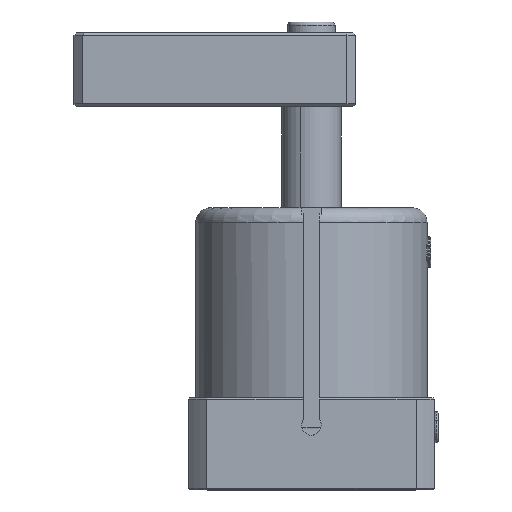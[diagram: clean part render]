
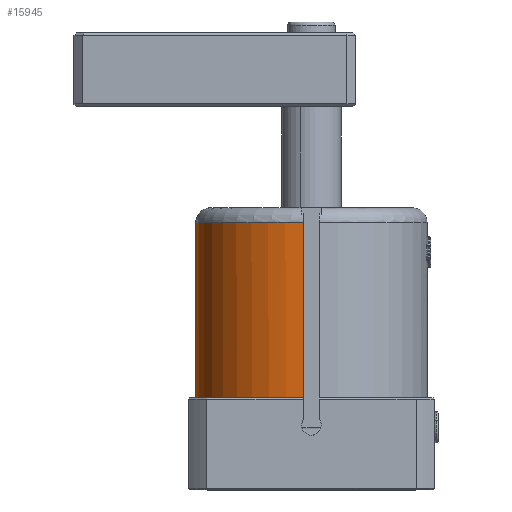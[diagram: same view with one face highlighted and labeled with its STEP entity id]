
A CAD part, top view. The second image highlights one B-rep face of the part: STEP entity #15945.
In plain terms, the highlighted cylindrical face has radius 39 mm (diameter 78 mm), a partial arc.
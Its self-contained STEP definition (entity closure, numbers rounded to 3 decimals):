
#28 = CARTESIAN_POINT ( 'NONE',  ( -13876.352, 2078.242, 4.85 ) ) ;
#586 = FACE_OUTER_BOUND ( 'NONE', #30582, .T. ) ;
#2133 = LINE ( 'NONE', #15812, #29451 ) ;
#2187 = CARTESIAN_POINT ( 'NONE',  ( -13846.521, 2078.242, 37.964 ) ) ;
#2296 = CARTESIAN_POINT ( 'NONE',  ( -13854.404, 2078.242, 35.211 ) ) ;
#2414 = CARTESIAN_POINT ( 'NONE',  ( -13869.203, 2078.242, 22.845 ) ) ;
#2523 = CARTESIAN_POINT ( 'NONE',  ( -13873.27, 2078.242, 15.75 ) ) ;
#4436 = DIRECTION ( 'NONE',  ( 0., 0., 1. ) ) ;
#4697 = CIRCLE ( 'NONE', #6547, 39. ) ;
#4705 = ORIENTED_EDGE ( 'NONE', *, *, #16059, .T. ) ;
#4815 = CARTESIAN_POINT ( 'NONE',  ( -13846.688, 2078.242, 37.924 ) ) ;
#4924 = CARTESIAN_POINT ( 'NONE',  ( -13857.809, 2078.242, 33.36 ) ) ;
#5027 = CARTESIAN_POINT ( 'NONE',  ( -13869.641, 2078.242, 22.223 ) ) ;
#5029 = B_SPLINE_CURVE_WITH_KNOTS ( 'NONE', 3,
 ( #27002, #6488, #30664, #15138, #33306, #17723, #2187, #20330, #4815, #22944, #7414, #25530, #10002, #28165, #12628, #30777, #15247, #33425, #17831, #2296, #20432, #4924, #23058, #7518, #25635, #10119, #28280, #12740, #30885, #15358, #33533, #17937, #2414, #20545, #5027, #23161, #7630, #25748, #10228, #28392, #12852, #30996, #15464, #33644, #18054, #2523, #20658, #5139, #23277, #7744, #25862, #10332, #28501, #12963, #31112, #15568, #28, #18169 ),
 .UNSPECIFIED., .F., .F.,
 ( 4, 1, 1, 1, 1, 1, 2, 2, 1, 1, 1, 1, 1, 2, 2, 1, 1, 1, 1, 2, 2, 2, 1, 1, 1, 1, 2, 2, 1, 1, 1, 1, 1, 2, 2, 1, 1, 1, 1, 1, 2, 2, 4 ),
 ( 0., 0.062, 0.094, 0.109, 0.117, 0.121, 0.123, 0.125, 0.187, 0.219, 0.234, 0.242, 0.246, 0.248, 0.25, 0.312, 0.344, 0.359, 0.367, 0.371, 0.375, 0.5, 0.562, 0.594, 0.609, 0.617, 0.621, 0.625, 0.687, 0.719, 0.734, 0.742, 0.746, 0.748, 0.75, 0.813, 0.844, 0.859, 0.867, 0.871, 0.873, 0.875, 1. ),
 .UNSPECIFIED. ) ;
#5139 = CARTESIAN_POINT ( 'NONE',  ( -13874.378, 2078.242, 13.044 ) ) ;
#5820 = VERTEX_POINT ( 'NONE', #27264 ) ;
#5846 = EDGE_CURVE ( 'NONE', #23363, #9749, #4697, .T. ) ;
#6144 = ORIENTED_EDGE ( 'NONE', *, *, #5846, .F. ) ;
#6488 = CARTESIAN_POINT ( 'NONE',  ( -13841.341, 2078.242, 38.835 ) ) ;
#6547 = AXIS2_PLACEMENT_3D ( 'NONE', #15292, #19953, #4436 ) ;
#7046 = VERTEX_POINT ( 'NONE', #23188 ) ;
#7414 = CARTESIAN_POINT ( 'NONE',  ( -13847.88, 2078.242, 37.636 ) ) ;
#7518 = CARTESIAN_POINT ( 'NONE',  ( -13859.13, 2078.242, 32.514 ) ) ;
#7630 = CARTESIAN_POINT ( 'NONE',  ( -13869.771, 2078.242, 22.034 ) ) ;
#7744 = CARTESIAN_POINT ( 'NONE',  ( -13875.251, 2078.242, 10.145 ) ) ;
#7818 = CARTESIAN_POINT ( 'NONE',  ( -13840.242, 2137.242, 38.91 ) ) ;
#9749 = VERTEX_POINT ( 'NONE', #7818 ) ;
#10002 = CARTESIAN_POINT ( 'NONE',  ( -13851.44, 2078.242, 36.467 ) ) ;
#10119 = CARTESIAN_POINT ( 'NONE',  ( -13859.44, 2078.242, 32.306 ) ) ;
#10228 = CARTESIAN_POINT ( 'NONE',  ( -13871.428, 2078.242, 19.46 ) ) ;
#10332 = CARTESIAN_POINT ( 'NONE',  ( -13875.44, 2078.242, 9.409 ) ) ;
#11193 = CARTESIAN_POINT ( 'NONE',  ( -13876.502, 2137.242, 2.65 ) ) ;
#11953 = DIRECTION ( 'NONE',  ( 0., -1., 0. ) ) ;
#12628 = CARTESIAN_POINT ( 'NONE',  ( -13852.844, 2078.242, 35.894 ) ) ;
#12740 = CARTESIAN_POINT ( 'NONE',  ( -13861.577, 2078.242, 30.849 ) ) ;
#12852 = CARTESIAN_POINT ( 'NONE',  ( -13872.852, 2078.242, 16.67 ) ) ;
#12963 = CARTESIAN_POINT ( 'NONE',  ( -13875.483, 2078.242, 9.234 ) ) ;
#13525 = ORIENTED_EDGE ( 'NONE', *, *, #27714, .F. ) ;
#13622 = CYLINDRICAL_SURFACE ( 'NONE', #26501, 39. ) ;
#15138 = CARTESIAN_POINT ( 'NONE',  ( -13844.874, 2078.242, 38.321 ) ) ;
#15247 = CARTESIAN_POINT ( 'NONE',  ( -13853.176, 2078.242, 35.751 ) ) ;
#15292 = CARTESIAN_POINT ( 'NONE',  ( -13837.592, 2137.242, 0. ) ) ;
#15358 = CARTESIAN_POINT ( 'NONE',  ( -13866.03, 2078.242, 26.716 ) ) ;
#15464 = CARTESIAN_POINT ( 'NONE',  ( -13873.179, 2078.242, 15.956 ) ) ;
#15568 = CARTESIAN_POINT ( 'NONE',  ( -13876.018, 2078.242, 7.021 ) ) ;
#15812 = CARTESIAN_POINT ( 'NONE',  ( -13876.502, 2036.264, 2.65 ) ) ;
#15945 = ADVANCED_FACE ( 'NONE', ( #586 ), #13622, .T. ) ;
#16029 = DIRECTION ( 'NONE',  ( 0., -1., 0. ) ) ;
#16059 = EDGE_CURVE ( 'NONE', #23363, #7046, #2133, .T. ) ;
#17723 = CARTESIAN_POINT ( 'NONE',  ( -13846.286, 2078.242, 38.019 ) ) ;
#17831 = CARTESIAN_POINT ( 'NONE',  ( -13853.274, 2078.242, 35.708 ) ) ;
#17937 = CARTESIAN_POINT ( 'NONE',  ( -13868.573, 2078.242, 23.703 ) ) ;
#18054 = CARTESIAN_POINT ( 'NONE',  ( -13873.255, 2078.242, 15.785 ) ) ;
#18169 = CARTESIAN_POINT ( 'NONE',  ( -13876.502, 2078.242, 2.65 ) ) ;
#18196 = DIRECTION ( 'NONE',  ( 0., 0., -1. ) ) ;
#19290 = CARTESIAN_POINT ( 'NONE',  ( -13837.592, 2036.264, 0. ) ) ;
#19456 = DIRECTION ( 'NONE',  ( 0., -1., 0. ) ) ;
#19953 = DIRECTION ( 'NONE',  ( 0., 1., 0. ) ) ;
#20330 = CARTESIAN_POINT ( 'NONE',  ( -13846.621, 2078.242, 37.94 ) ) ;
#20432 = CARTESIAN_POINT ( 'NONE',  ( -13856.008, 2078.242, 34.415 ) ) ;
#20545 = CARTESIAN_POINT ( 'NONE',  ( -13869.51, 2078.242, 22.411 ) ) ;
#20658 = CARTESIAN_POINT ( 'NONE',  ( -13873.751, 2078.242, 14.658 ) ) ;
#22944 = CARTESIAN_POINT ( 'NONE',  ( -13846.72, 2078.242, 37.917 ) ) ;
#23058 = CARTESIAN_POINT ( 'NONE',  ( -13858.692, 2078.242, 32.801 ) ) ;
#23161 = CARTESIAN_POINT ( 'NONE',  ( -13869.727, 2078.242, 22.098 ) ) ;
#23188 = CARTESIAN_POINT ( 'NONE',  ( -13876.502, 2078.242, 2.65 ) ) ;
#23277 = CARTESIAN_POINT ( 'NONE',  ( -13874.981, 2078.242, 11.118 ) ) ;
#23363 = VERTEX_POINT ( 'NONE', #11193 ) ;
#23585 = ORIENTED_EDGE ( 'NONE', *, *, #28558, .F. ) ;
#25530 = CARTESIAN_POINT ( 'NONE',  ( -13849.543, 2078.242, 37.156 ) ) ;
#25635 = CARTESIAN_POINT ( 'NONE',  ( -13859.316, 2078.242, 32.389 ) ) ;
#25748 = CARTESIAN_POINT ( 'NONE',  ( -13870.488, 2078.242, 20.983 ) ) ;
#25862 = CARTESIAN_POINT ( 'NONE',  ( -13875.378, 2078.242, 9.655 ) ) ;
#26501 = AXIS2_PLACEMENT_3D ( 'NONE', #19290, #19456, #18196 ) ;
#27002 = CARTESIAN_POINT ( 'NONE',  ( -13840.242, 2078.242, 38.91 ) ) ;
#27072 = VECTOR ( 'NONE', #11953, 1000. ) ;
#27264 = CARTESIAN_POINT ( 'NONE',  ( -13840.242, 2078.242, 38.91 ) ) ;
#27502 = CARTESIAN_POINT ( 'NONE',  ( -13840.242, 2142.242, 38.91 ) ) ;
#27714 = EDGE_CURVE ( 'NONE', #9749, #5820, #28733, .T. ) ;
#28165 = CARTESIAN_POINT ( 'NONE',  ( -13852.378, 2078.242, 36.091 ) ) ;
#28280 = CARTESIAN_POINT ( 'NONE',  ( -13859.501, 2078.242, 32.264 ) ) ;
#28392 = CARTESIAN_POINT ( 'NONE',  ( -13872.398, 2078.242, 17.612 ) ) ;
#28501 = CARTESIAN_POINT ( 'NONE',  ( -13875.466, 2078.242, 9.304 ) ) ;
#28558 = EDGE_CURVE ( 'NONE', #5820, #7046, #5029, .T. ) ;
#28733 = LINE ( 'NONE', #27502, #27072 ) ;
#29451 = VECTOR ( 'NONE', #16029, 1000. ) ;
#30582 = EDGE_LOOP ( 'NONE', ( #4705, #23585, #13525, #6144 ) ) ;
#30664 = CARTESIAN_POINT ( 'NONE',  ( -13842.98, 2078.242, 38.654 ) ) ;
#30777 = CARTESIAN_POINT ( 'NONE',  ( -13853.076, 2078.242, 35.794 ) ) ;
#30885 = CARTESIAN_POINT ( 'NONE',  ( -13863.446, 2078.242, 29.3 ) ) ;
#30996 = CARTESIAN_POINT ( 'NONE',  ( -13873.071, 2078.242, 16.195 ) ) ;
#31112 = CARTESIAN_POINT ( 'NONE',  ( -13875.492, 2078.242, 9.197 ) ) ;
#33306 = CARTESIAN_POINT ( 'NONE',  ( -13845.816, 2078.242, 38.125 ) ) ;
#33425 = CARTESIAN_POINT ( 'NONE',  ( -13853.242, 2078.242, 35.722 ) ) ;
#33533 = CARTESIAN_POINT ( 'NONE',  ( -13867.257, 2078.242, 25.369 ) ) ;
#33644 = CARTESIAN_POINT ( 'NONE',  ( -13873.224, 2078.242, 15.854 ) ) ;
